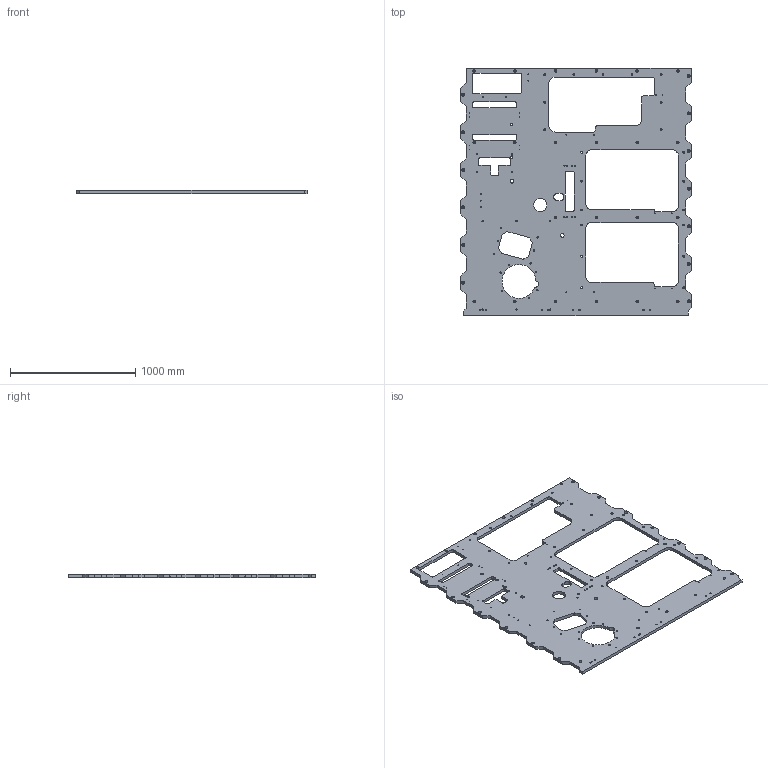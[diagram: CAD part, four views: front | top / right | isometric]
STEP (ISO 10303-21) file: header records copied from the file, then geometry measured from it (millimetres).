
FILE_DESCRIPTION (( 'STEP AP214' ), '1' );
FILE_NAME ('IGBWF J18012-5-1102醱啣媼.STEP', '2021-06-30T00:08:23', ( 'Windows' ), ( 'Microsoft' ), 'SwSTEP 2.0', 'SolidWorks 2016', '' );
FILE_SCHEMA (( 'AUTOMOTIVE_DESIGN' ));
Length unit declared in the file: millimetre
Products named in the file (1): IGBWF J18012-5-1102醱啣媼
Bounding box: 1838 x 1973 x 25 mm (x, y, z)
Volume: 55957714.7 mm3; surface area: 5151161.7 mm2
Topology: 1 solids, 1 shells, 520 faces, 1449 edges, 966 vertices
Faces by surface type: cylinder 374, plane 146
Entity records: 17635 total; most frequent: DIRECTION 3239, CARTESIAN_POINT 2936, ORIENTED_EDGE 2898, EDGE_CURVE 1449, AXIS2_PLACEMENT_3D 1269, VERTEX_POINT 966, EDGE_LOOP 825, CIRCLE 748
